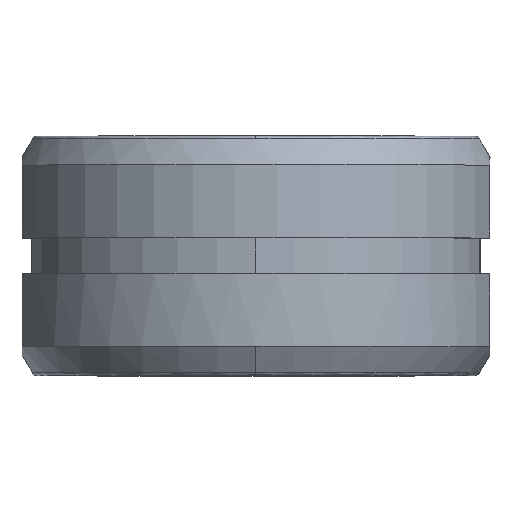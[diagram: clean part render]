
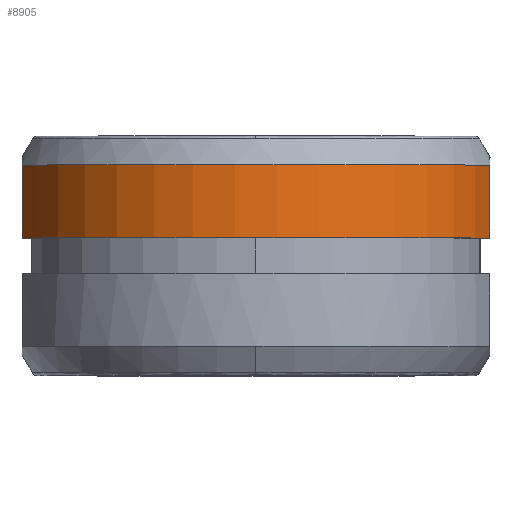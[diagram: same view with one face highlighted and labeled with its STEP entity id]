
A CAD part, top view. The second image highlights one B-rep face of the part: STEP entity #8905.
In plain terms, the highlighted cylindrical face has radius 21.75 mm (diameter 43.5 mm), a partial arc.
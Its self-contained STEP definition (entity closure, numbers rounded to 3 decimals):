
#72 = CIRCLE ( 'NONE', #6064, 21.75 ) ;
#611 = EDGE_CURVE ( 'NONE', #7566, #6697, #15113, .T. ) ;
#854 = CYLINDRICAL_SURFACE ( 'NONE', #15222, 21.75 ) ;
#1466 = CARTESIAN_POINT ( 'NONE',  ( 21., 12.35, 4.662 ) ) ;
#1980 = EDGE_LOOP ( 'NONE', ( #14889, #10848, #6385, #16802 ) ) ;
#2046 = DIRECTION ( 'NONE',  ( 0., -1., 0. ) ) ;
#2564 = EDGE_CURVE ( 'NONE', #7566, #11907, #3102, .T. ) ;
#2853 = VECTOR ( 'NONE', #18390, 1000. ) ;
#2997 = CARTESIAN_POINT ( 'NONE',  ( 21., 18.902, 4.662 ) ) ;
#3102 = CIRCLE ( 'NONE', #19171, 21.75 ) ;
#3713 = FACE_OUTER_BOUND ( 'NONE', #1980, .T. ) ;
#3775 = DIRECTION ( 'NONE',  ( 0., 0., -1. ) ) ;
#3914 = DIRECTION ( 'NONE',  ( 0., 0., -1. ) ) ;
#4078 = DIRECTION ( 'NONE',  ( 0., 1., 0. ) ) ;
#4642 = CARTESIAN_POINT ( 'NONE',  ( -21., 18.902, 4.662 ) ) ;
#4656 = DIRECTION ( 'NONE',  ( 0., -1., 0. ) ) ;
#4959 = VECTOR ( 'NONE', #4656, 1000. ) ;
#6064 = AXIS2_PLACEMENT_3D ( 'NONE', #17884, #13729, #18078 ) ;
#6385 = ORIENTED_EDGE ( 'NONE', *, *, #17360, .T. ) ;
#6697 = VERTEX_POINT ( 'NONE', #18356 ) ;
#6975 = CARTESIAN_POINT ( 'NONE',  ( 0., 21.5, -1. ) ) ;
#7330 = EDGE_CURVE ( 'NONE', #6697, #18541, #72, .T. ) ;
#7566 = VERTEX_POINT ( 'NONE', #4642 ) ;
#8905 = ADVANCED_FACE ( 'NONE', ( #3713 ), #854, .T. ) ;
#10848 = ORIENTED_EDGE ( 'NONE', *, *, #7330, .T. ) ;
#11260 = CARTESIAN_POINT ( 'NONE',  ( 0., 18.902, -1. ) ) ;
#11277 = CARTESIAN_POINT ( 'NONE',  ( 21., 0., 4.662 ) ) ;
#11907 = VERTEX_POINT ( 'NONE', #2997 ) ;
#11948 = CARTESIAN_POINT ( 'NONE',  ( -21., 0., 4.662 ) ) ;
#13729 = DIRECTION ( 'NONE',  ( 0., 1., 0. ) ) ;
#14889 = ORIENTED_EDGE ( 'NONE', *, *, #611, .T. ) ;
#15113 = LINE ( 'NONE', #11948, #4959 ) ;
#15222 = AXIS2_PLACEMENT_3D ( 'NONE', #6975, #2046, #3914 ) ;
#16802 = ORIENTED_EDGE ( 'NONE', *, *, #2564, .F. ) ;
#17312 = LINE ( 'NONE', #11277, #2853 ) ;
#17360 = EDGE_CURVE ( 'NONE', #18541, #11907, #17312, .T. ) ;
#17884 = CARTESIAN_POINT ( 'NONE',  ( 0., 12.35, -1. ) ) ;
#18078 = DIRECTION ( 'NONE',  ( 0., 0., -1. ) ) ;
#18356 = CARTESIAN_POINT ( 'NONE',  ( -21., 12.35, 4.662 ) ) ;
#18390 = DIRECTION ( 'NONE',  ( 0., 1., 0. ) ) ;
#18541 = VERTEX_POINT ( 'NONE', #1466 ) ;
#19171 = AXIS2_PLACEMENT_3D ( 'NONE', #11260, #4078, #3775 ) ;
